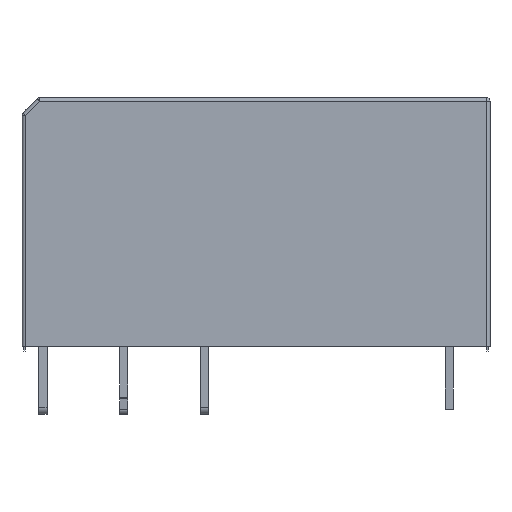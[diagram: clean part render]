
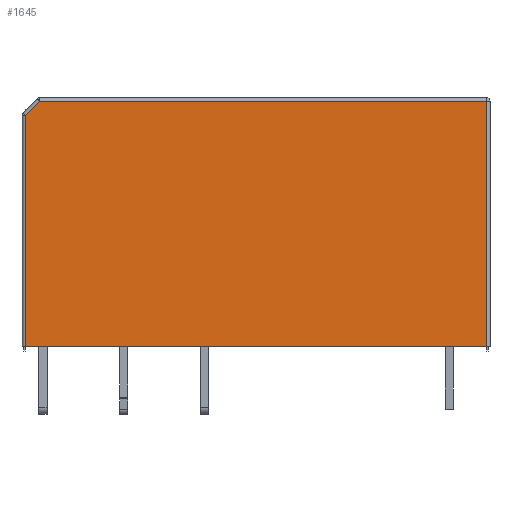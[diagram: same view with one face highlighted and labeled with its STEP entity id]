
A CAD part, left-side view. The second image highlights one B-rep face of the part: STEP entity #1645.
In plain terms, the highlighted planar face has unit normal (-1, 0, 0).
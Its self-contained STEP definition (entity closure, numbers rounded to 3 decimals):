
#48=LINE('',#2425,#230);
#100=LINE('',#2535,#282);
#101=LINE('',#2537,#283);
#102=LINE('',#2538,#284);
#103=LINE('',#2539,#285);
#230=VECTOR('',#1927,1.);
#282=VECTOR('',#1989,1.);
#283=VECTOR('',#1990,1.);
#284=VECTOR('',#1991,1.);
#285=VECTOR('',#1992,1.);
#437=FACE_OUTER_BOUND('',#554,.T.);
#554=EDGE_LOOP('',(#1163,#1164,#1165,#1166,#1167));
#718=VERTEX_POINT('',#2422);
#719=VERTEX_POINT('',#2424);
#771=VERTEX_POINT('',#2533);
#772=VERTEX_POINT('',#2534);
#773=VERTEX_POINT('',#2536);
#871=EDGE_CURVE('',#719,#718,#48,.T.);
#925=EDGE_CURVE('',#771,#772,#100,.T.);
#926=EDGE_CURVE('',#772,#773,#101,.T.);
#927=EDGE_CURVE('',#773,#719,#102,.T.);
#928=EDGE_CURVE('',#718,#771,#103,.T.);
#1163=ORIENTED_EDGE('',*,*,#925,.T.);
#1164=ORIENTED_EDGE('',*,*,#926,.T.);
#1165=ORIENTED_EDGE('',*,*,#927,.T.);
#1166=ORIENTED_EDGE('',*,*,#871,.T.);
#1167=ORIENTED_EDGE('',*,*,#928,.T.);
#1573=PLANE('',#1760);
#1645=ADVANCED_FACE('',(#437),#1573,.T.);
#1760=AXIS2_PLACEMENT_3D('',#2532,#1987,#1988);
#1927=DIRECTION('',(0.,-1.,0.));
#1987=DIRECTION('center_axis',(-1.,0.,0.));
#1988=DIRECTION('ref_axis',(0.,0.,-1.));
#1989=DIRECTION('',(0.,1.,0.));
#1990=DIRECTION('',(0.,0.707,-0.707));
#1991=DIRECTION('',(0.,0.,-1.));
#1992=DIRECTION('',(0.,0.,1.));
#2422=CARTESIAN_POINT('',(0.,-14.3,0.));
#2424=CARTESIAN_POINT('',(0.,14.3,0.));
#2425=CARTESIAN_POINT('',(0.,14.5,0.));
#2532=CARTESIAN_POINT('Origin',(0.,14.5,0.));
#2533=CARTESIAN_POINT('',(0.,-14.3,15.2));
#2534=CARTESIAN_POINT('',(0.,13.417,15.2));
#2535=CARTESIAN_POINT('',(0.,13.5,15.2));
#2536=CARTESIAN_POINT('',(0.,14.3,14.317));
#2537=CARTESIAN_POINT('',(0.,21.559,7.059));
#2538=CARTESIAN_POINT('',(0.,14.3,0.));
#2539=CARTESIAN_POINT('',(0.,-14.3,0.));
